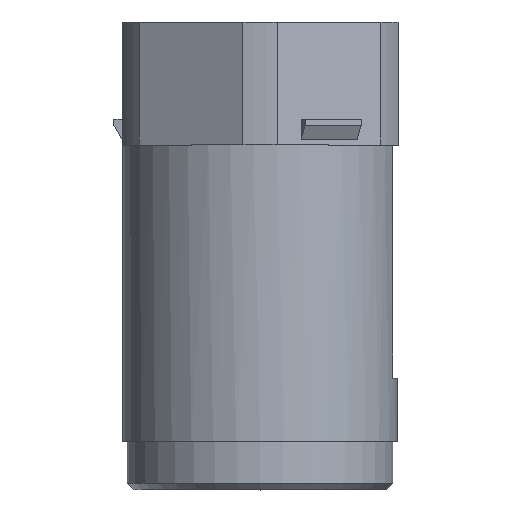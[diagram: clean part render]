
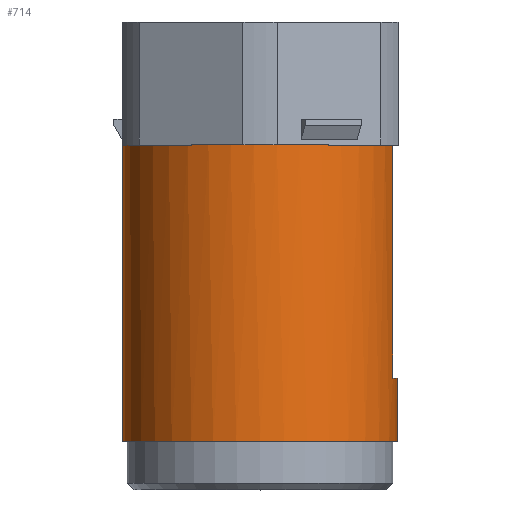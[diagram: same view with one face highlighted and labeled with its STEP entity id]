
A CAD part, top view. The second image highlights one B-rep face of the part: STEP entity #714.
In plain terms, the highlighted cylindrical face has radius 4.25 mm (diameter 8.5 mm), a partial arc.
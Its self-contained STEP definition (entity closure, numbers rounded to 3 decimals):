
#1=CARTESIAN_POINT('',(0.,-3.8,0.));
#2=DIRECTION('',(0.,-1.,0.));
#3=DIRECTION('',(0.966,0.,0.259));
#4=AXIS2_PLACEMENT_3D('',#1,#2,#3);
#77=DIRECTION('',(0.,-1.,0.));
#78=VECTOR('',#77,9.15);
#79=CARTESIAN_POINT('',(-4.25,-3.8,0.));
#80=LINE('',#79,#78);
#81=DIRECTION('',(0.,-1.,0.));
#82=VECTOR('',#81,1.95);
#83=CARTESIAN_POINT('',(4.25,-11.,0.));
#84=LINE('',#83,#82);
#90=CARTESIAN_POINT('',(0.,-12.95,0.));
#91=DIRECTION('',(0.,1.,0.));
#92=DIRECTION('',(-1.,0.,0.));
#93=AXIS2_PLACEMENT_3D('',#90,#91,#92);
#174=CARTESIAN_POINT('',(0.,-11.,0.));
#175=DIRECTION('',(0.,1.,0.));
#176=DIRECTION('',(0.966,0.,0.259));
#177=AXIS2_PLACEMENT_3D('',#174,#175,#176);
#315=DIRECTION('',(0.,1.,0.));
#316=VECTOR('',#315,7.2);
#317=CARTESIAN_POINT('',(4.105,-11.,1.1));
#318=LINE('',#317,#316);
#531=CARTESIAN_POINT('',(-4.25,-12.95,0.));
#532=CARTESIAN_POINT('',(4.25,-12.95,0.));
#533=VERTEX_POINT('',#531);
#534=VERTEX_POINT('',#532);
#637=CARTESIAN_POINT('',(4.105,-11.,1.1));
#638=CARTESIAN_POINT('',(4.25,-11.,0.));
#639=VERTEX_POINT('',#637);
#640=VERTEX_POINT('',#638);
#641=CARTESIAN_POINT('',(4.105,-3.8,1.1));
#642=VERTEX_POINT('',#641);
#669=CARTESIAN_POINT('',(-4.25,-3.8,0.));
#670=VERTEX_POINT('',#669);
#695=CARTESIAN_POINT('',(0.,-15.023,0.));
#696=DIRECTION('',(0.,1.,0.));
#697=DIRECTION('',(1.,0.,0.));
#698=AXIS2_PLACEMENT_3D('',#695,#696,#697);
#699=CYLINDRICAL_SURFACE('',#698,4.25);
#701=ORIENTED_EDGE('',*,*,#700,.F.);
#703=ORIENTED_EDGE('',*,*,#702,.F.);
#705=ORIENTED_EDGE('',*,*,#704,.T.);
#707=ORIENTED_EDGE('',*,*,#706,.T.);
#709=ORIENTED_EDGE('',*,*,#708,.F.);
#711=ORIENTED_EDGE('',*,*,#710,.F.);
#712=EDGE_LOOP('',(#701,#703,#705,#707,#709,#711));
#713=FACE_OUTER_BOUND('',#712,.F.);
#714=ADVANCED_FACE('',(#713),#699,.T.);
#5=CIRCLE('',#4,4.25);
#94=CIRCLE('',#93,4.25);
#178=CIRCLE('',#177,4.25);
#700=EDGE_CURVE('',#642,#670,#5,.T.);
#702=EDGE_CURVE('',#639,#642,#318,.T.);
#704=EDGE_CURVE('',#639,#640,#178,.T.);
#706=EDGE_CURVE('',#640,#534,#84,.T.);
#708=EDGE_CURVE('',#533,#534,#94,.T.);
#710=EDGE_CURVE('',#670,#533,#80,.T.);
